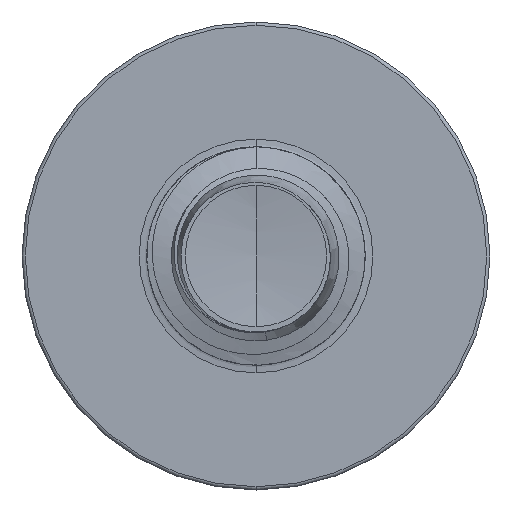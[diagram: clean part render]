
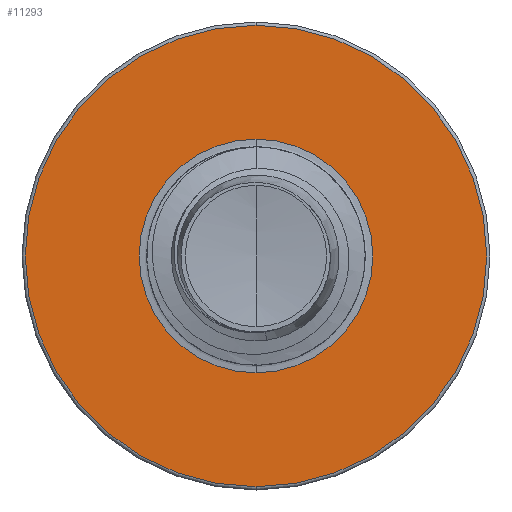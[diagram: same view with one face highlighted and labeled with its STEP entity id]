
A CAD part, front view. The second image highlights one B-rep face of the part: STEP entity #11293.
In plain terms, the highlighted planar face has unit normal (0, -1, 0).
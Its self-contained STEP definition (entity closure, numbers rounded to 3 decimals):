
#461 = EDGE_LOOP ( 'NONE', ( #6504, #6061 ) ) ;
#540 = CARTESIAN_POINT ( 'NONE',  ( 0., 9., -1.872 ) ) ;
#613 = DIRECTION ( 'NONE',  ( 0., 1., 0. ) ) ;
#1820 = EDGE_CURVE ( 'NONE', #12756, #19246, #13926, .T. ) ;
#2960 = CIRCLE ( 'NONE', #10626, 1.872 ) ;
#3384 = ORIENTED_EDGE ( 'NONE', *, *, #12993, .F. ) ;
#4587 = ORIENTED_EDGE ( 'NONE', *, *, #19719, .F. ) ;
#4819 = AXIS2_PLACEMENT_3D ( 'NONE', #21121, #21094, #21073 ) ;
#5979 = DIRECTION ( 'NONE',  ( 0., 1., 0. ) ) ;
#5986 = CARTESIAN_POINT ( 'NONE',  ( 0., 9., 0. ) ) ;
#6061 = ORIENTED_EDGE ( 'NONE', *, *, #1820, .T. ) ;
#6504 = ORIENTED_EDGE ( 'NONE', *, *, #15830, .T. ) ;
#6667 = VERTEX_POINT ( 'NONE', #9260 ) ;
#8136 = DIRECTION ( 'NONE',  ( 0., 0., 1. ) ) ;
#8167 = DIRECTION ( 'NONE',  ( 0., 1., 0. ) ) ;
#8192 = PLANE ( 'NONE',  #17614 ) ;
#8253 = FACE_BOUND ( 'NONE', #461, .T. ) ;
#8477 = CARTESIAN_POINT ( 'NONE',  ( 0., 9., -1.872 ) ) ;
#9260 = CARTESIAN_POINT ( 'NONE',  ( 0., 9., 3.698 ) ) ;
#10360 = CARTESIAN_POINT ( 'NONE',  ( 0., 9., 1.872 ) ) ;
#10626 = AXIS2_PLACEMENT_3D ( 'NONE', #5986, #5979, #18586 ) ;
#11293 = ADVANCED_FACE ( 'NONE', ( #14739, #8253 ), #8192, .F. ) ;
#11483 = DIRECTION ( 'NONE',  ( 0., 1., 0. ) ) ;
#11489 = CIRCLE ( 'NONE', #14451, 3.698 ) ;
#11628 = DIRECTION ( 'NONE',  ( 0., 0., 1. ) ) ;
#11712 = CARTESIAN_POINT ( 'NONE',  ( 0., 9., 0. ) ) ;
#12756 = VERTEX_POINT ( 'NONE', #540 ) ;
#12993 = EDGE_CURVE ( 'NONE', #16944, #6667, #18247, .T. ) ;
#13926 = CIRCLE ( 'NONE', #16817, 1.872 ) ;
#14451 = AXIS2_PLACEMENT_3D ( 'NONE', #19161, #11483, #20550 ) ;
#14739 = FACE_OUTER_BOUND ( 'NONE', #15250, .T. ) ;
#15250 = EDGE_LOOP ( 'NONE', ( #4587, #3384 ) ) ;
#15830 = EDGE_CURVE ( 'NONE', #19246, #12756, #2960, .T. ) ;
#16817 = AXIS2_PLACEMENT_3D ( 'NONE', #11712, #613, #11628 ) ;
#16944 = VERTEX_POINT ( 'NONE', #17921 ) ;
#17614 = AXIS2_PLACEMENT_3D ( 'NONE', #8477, #8167, #8136 ) ;
#17921 = CARTESIAN_POINT ( 'NONE',  ( 0., 9., -3.697 ) ) ;
#18247 = CIRCLE ( 'NONE', #4819, 3.698 ) ;
#18586 = DIRECTION ( 'NONE',  ( 0., 0., 1. ) ) ;
#19161 = CARTESIAN_POINT ( 'NONE',  ( 0., 9., 0. ) ) ;
#19246 = VERTEX_POINT ( 'NONE', #10360 ) ;
#19719 = EDGE_CURVE ( 'NONE', #6667, #16944, #11489, .T. ) ;
#20550 = DIRECTION ( 'NONE',  ( 0., 0., 1. ) ) ;
#21073 = DIRECTION ( 'NONE',  ( 0., 0., 1. ) ) ;
#21094 = DIRECTION ( 'NONE',  ( 0., 1., 0. ) ) ;
#21121 = CARTESIAN_POINT ( 'NONE',  ( 0., 9., 0. ) ) ;
